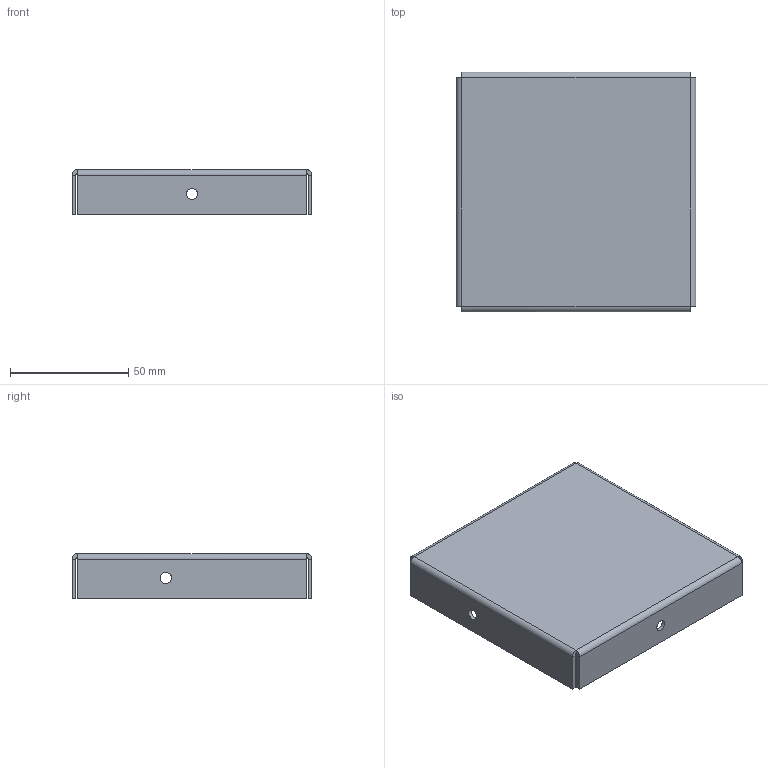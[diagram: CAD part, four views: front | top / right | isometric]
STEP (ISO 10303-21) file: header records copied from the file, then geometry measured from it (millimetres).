
FILE_DESCRIPTION(/* description */ ('END CAP WIREWAY FITTING, CS, 4X4'),/* implementation_level */ '2;1');
FILE_NAME(/* name */ 'E0404NK.stp',/* time_stamp */ '2015-09-14T16:35:13+05:00',/* author */ ('vdas'),/* organization */ (''),/* preprocessor_version */ 'ST-DEVELOPER v15.2',/* originating_system */ 'Autodesk Inventor 2014',/* authorisation */ '');
FILE_SCHEMA (('AUTOMOTIVE_DESIGN { 1 0 10303 214 3 1 1 }'));
Length unit declared in the file: inch
Products named in the file (1): E0404NK
Bounding box: 101.6 x 101.6 x 19.05 mm (x, y, z)
Volume: 26408.7 mm3; surface area: 34489 mm2
Topology: 1 solids, 1 shells, 42 faces, 88 edges, 48 vertices
Faces by surface type: plane 22, cylinder 12, bspline 8
Full cylindrical faces by diameter (mm): 4.762 x4
Entity records: 1320 total; most frequent: CARTESIAN_POINT 423, ORIENTED_EDGE 168, DIRECTION 146, EDGE_CURVE 84, LINE 60, VECTOR 60, EDGE_LOOP 54, VERTEX_POINT 48
